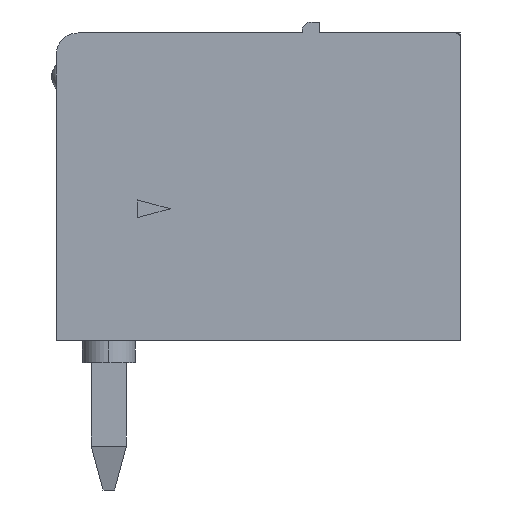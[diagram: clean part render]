
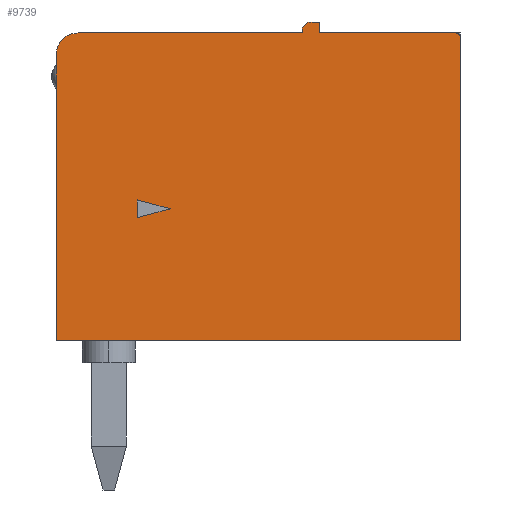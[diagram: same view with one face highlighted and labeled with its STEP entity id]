
A CAD part, left-side view. The second image highlights one B-rep face of the part: STEP entity #9739.
In plain terms, the highlighted planar face has unit normal (-1, 0, 0).
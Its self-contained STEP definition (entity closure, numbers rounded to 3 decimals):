
#3864=CARTESIAN_POINT('',(-10.22,-8.,0.));
#3865=VERTEX_POINT('',#3864);
#4010=CARTESIAN_POINT('',(-10.22,-8.,6.9));
#4011=VERTEX_POINT('',#4010);
#4018=CARTESIAN_POINT('',(-10.22,-8.,6.9));
#4019=DIRECTION('',(0.0,0.0,-1.0));
#4020=VECTOR('',#4019,6.9);
#4021=LINE('',#4018,#4020);
#4022=EDGE_CURVE('',#4011,#3865,#4021,.T.);
#4834=CARTESIAN_POINT('',(-10.22,-4.8,7.));
#4835=VERTEX_POINT('',#4834);
#4850=CARTESIAN_POINT('',(-10.22,-4.8,7.25));
#4851=VERTEX_POINT('',#4850);
#4858=CARTESIAN_POINT('',(-10.22,-4.8,7.25));
#4859=DIRECTION('',(0.0,0.0,-1.0));
#4860=VECTOR('',#4859,0.25);
#4861=LINE('',#4858,#4860);
#4862=EDGE_CURVE('',#4851,#4835,#4861,.T.);
#5076=CARTESIAN_POINT('',(-10.22,-4.4,7.05));
#5077=VERTEX_POINT('',#5076);
#5086=CARTESIAN_POINT('',(-10.22,-4.6,7.25));
#5087=VERTEX_POINT('',#5086);
#5088=CARTESIAN_POINT('',(-10.22,-4.6,7.05));
#5089=DIRECTION('',(-1.0,0.0,0.0));
#5090=DIRECTION('',(0.0,-1.0,0.0));
#5091=AXIS2_PLACEMENT_3D('',#5088,#5089,#5090);
#5092=CIRCLE('',#5091,0.2);
#5093=EDGE_CURVE('',#5087,#5077,#5092,.T.);
#5119=CARTESIAN_POINT('',(-10.22,-7.9,7.));
#5120=VERTEX_POINT('',#5119);
#5121=CARTESIAN_POINT('',(-10.22,-4.8,7.));
#5122=DIRECTION('',(0.0,-1.0,0.0));
#5123=VECTOR('',#5122,3.1);
#5124=LINE('',#5121,#5123);
#5125=EDGE_CURVE('',#4835,#5120,#5124,.T.);
#5459=CARTESIAN_POINT('',(-10.22,-4.6,7.25));
#5460=DIRECTION('',(0.0,-1.0,0.0));
#5461=VECTOR('',#5460,0.2);
#5462=LINE('',#5459,#5461);
#5463=EDGE_CURVE('',#5087,#4851,#5462,.T.);
#5482=CARTESIAN_POINT('',(-10.22,1.2,0.));
#5483=VERTEX_POINT('',#5482);
#5490=CARTESIAN_POINT('',(-10.22,1.2,6.5));
#5491=VERTEX_POINT('',#5490);
#5492=CARTESIAN_POINT('',(-10.22,1.2,0.));
#5493=DIRECTION('',(0.0,0.0,1.0));
#5494=VECTOR('',#5493,6.5);
#5495=LINE('',#5492,#5494);
#5496=EDGE_CURVE('',#5483,#5491,#5495,.T.);
#5758=CARTESIAN_POINT('',(-10.22,-4.4,7.));
#5759=VERTEX_POINT('',#5758);
#5768=CARTESIAN_POINT('',(-10.22,-4.4,7.));
#5769=DIRECTION('',(0.0,0.0,1.0));
#5770=VECTOR('',#5769,0.05);
#5771=LINE('',#5768,#5770);
#5772=EDGE_CURVE('',#5759,#5077,#5771,.T.);
#5868=CARTESIAN_POINT('',(-10.22,0.7,7.));
#5869=VERTEX_POINT('',#5868);
#5876=CARTESIAN_POINT('',(-10.22,0.7,7.));
#5877=DIRECTION('',(0.0,-1.0,0.0));
#5878=VECTOR('',#5877,5.1);
#5879=LINE('',#5876,#5878);
#5880=EDGE_CURVE('',#5869,#5759,#5879,.T.);
#5935=CARTESIAN_POINT('',(-10.22,0.7,6.5));
#5936=DIRECTION('',(-1.0,0.0,0.0));
#5937=DIRECTION('',(0.0,-1.0,0.0));
#5938=AXIS2_PLACEMENT_3D('',#5935,#5936,#5937);
#5939=CIRCLE('',#5938,0.5);
#5940=EDGE_CURVE('',#5869,#5491,#5939,.T.);
#6017=CARTESIAN_POINT('',(-10.22,-7.9,6.9));
#6018=DIRECTION('',(-1.0,0.0,0.0));
#6019=DIRECTION('',(0.0,-1.0,0.0));
#6020=AXIS2_PLACEMENT_3D('',#6017,#6018,#6019);
#6021=CIRCLE('',#6020,0.1);
#6022=EDGE_CURVE('',#4011,#5120,#6021,.T.);
#6099=CARTESIAN_POINT('',(-10.22,-0.65,3.201));
#6100=VERTEX_POINT('',#6099);
#6108=CARTESIAN_POINT('',(-10.22,-1.4,3.));
#6109=VERTEX_POINT('',#6108);
#6116=CARTESIAN_POINT('',(-10.22,-1.4,3.));
#6117=DIRECTION('',(0.0,0.966,0.259));
#6118=VECTOR('',#6117,0.776);
#6119=LINE('',#6116,#6118);
#6120=EDGE_CURVE('',#6109,#6100,#6119,.T.);
#6142=CARTESIAN_POINT('',(-10.22,-0.65,2.799));
#6143=VERTEX_POINT('',#6142);
#6152=CARTESIAN_POINT('',(-10.22,-0.65,3.201));
#6153=DIRECTION('',(0.0,0.0,-1.0));
#6154=VECTOR('',#6153,0.402);
#6155=LINE('',#6152,#6154);
#6156=EDGE_CURVE('',#6100,#6143,#6155,.T.);
#6169=CARTESIAN_POINT('',(-10.22,-0.65,2.799));
#6170=DIRECTION('',(0.0,-0.966,0.259));
#6171=VECTOR('',#6170,0.776);
#6172=LINE('',#6169,#6171);
#6173=EDGE_CURVE('',#6143,#6109,#6172,.T.);
#9711=CARTESIAN_POINT('',(-10.22,1.66,-0.363));
#9712=DIRECTION('',(-1.0,0.0,0.0));
#9713=DIRECTION('',(0.0,-1.0,0.0));
#9714=AXIS2_PLACEMENT_3D('',#9711,#9712,#9713);
#9715=PLANE('',#9714);
#9716=ORIENTED_EDGE('',*,*,#5496,.F.);
#9717=CARTESIAN_POINT('',(-10.22,1.2,0.));
#9718=DIRECTION('',(0.0,-1.0,0.0));
#9719=VECTOR('',#9718,9.2);
#9720=LINE('',#9717,#9719);
#9721=EDGE_CURVE('',#5483,#3865,#9720,.T.);
#9722=ORIENTED_EDGE('',*,*,#9721,.T.);
#9723=ORIENTED_EDGE('',*,*,#4022,.F.);
#9724=ORIENTED_EDGE('',*,*,#6022,.T.);
#9725=ORIENTED_EDGE('',*,*,#5125,.F.);
#9726=ORIENTED_EDGE('',*,*,#4862,.F.);
#9727=ORIENTED_EDGE('',*,*,#5463,.F.);
#9728=ORIENTED_EDGE('',*,*,#5093,.T.);
#9729=ORIENTED_EDGE('',*,*,#5772,.F.);
#9730=ORIENTED_EDGE('',*,*,#5880,.F.);
#9731=ORIENTED_EDGE('',*,*,#5940,.T.);
#9732=EDGE_LOOP('',(#9716,#9722,#9723,#9724,#9725,#9726,#9727,#9728,#9729,#9730,#9731));
#9733=FACE_OUTER_BOUND('',#9732,.T.);
#9734=ORIENTED_EDGE('',*,*,#6156,.F.);
#9735=ORIENTED_EDGE('',*,*,#6120,.F.);
#9736=ORIENTED_EDGE('',*,*,#6173,.F.);
#9737=EDGE_LOOP('',(#9734,#9735,#9736));
#9738=FACE_BOUND('',#9737,.T.);
#9739=ADVANCED_FACE('',(#9733,#9738),#9715,.T.);
